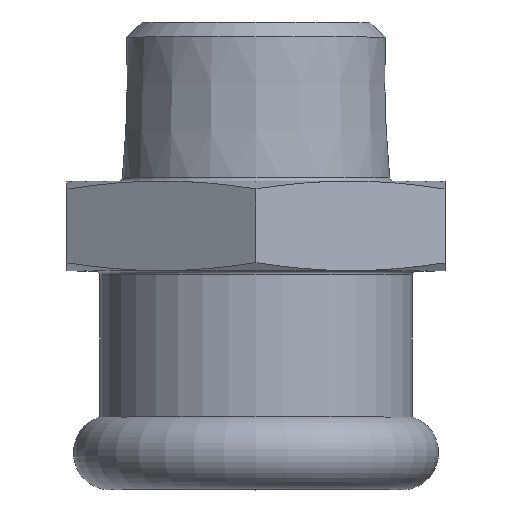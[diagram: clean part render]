
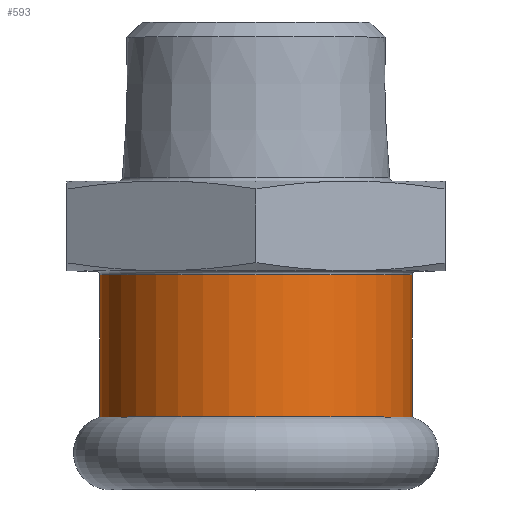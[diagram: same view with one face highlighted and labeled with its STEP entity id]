
A CAD part, top view. The second image highlights one B-rep face of the part: STEP entity #593.
In plain terms, the highlighted cylindrical face has radius 15.7 mm (diameter 31.4 mm), a full revolution.
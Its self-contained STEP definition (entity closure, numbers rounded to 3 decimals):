
#75=LINE('',#1042,#90);
#90=VECTOR('',#865,15.7);
#102=CYLINDRICAL_SURFACE('',#700,15.7);
#119=FACE_OUTER_BOUND('',#161,.T.);
#161=EDGE_LOOP('',(#470,#471,#472,#473,#474,#475));
#184=CIRCLE('',#637,15.7);
#185=CIRCLE('',#638,15.7);
#225=CIRCLE('',#691,15.7);
#226=CIRCLE('',#692,15.7);
#237=VERTEX_POINT('',#928);
#238=VERTEX_POINT('',#929);
#273=VERTEX_POINT('',#1023);
#274=VERTEX_POINT('',#1025);
#295=EDGE_CURVE('',#237,#238,#184,.T.);
#296=EDGE_CURVE('',#238,#237,#185,.T.);
#342=EDGE_CURVE('',#273,#274,#225,.T.);
#343=EDGE_CURVE('',#274,#273,#226,.T.);
#350=EDGE_CURVE('',#274,#238,#75,.T.);
#470=ORIENTED_EDGE('',*,*,#342,.F.);
#471=ORIENTED_EDGE('',*,*,#343,.F.);
#472=ORIENTED_EDGE('',*,*,#350,.T.);
#473=ORIENTED_EDGE('',*,*,#296,.T.);
#474=ORIENTED_EDGE('',*,*,#295,.T.);
#475=ORIENTED_EDGE('',*,*,#350,.F.);
#593=ADVANCED_FACE('',(#119),#102,.T.);
#637=AXIS2_PLACEMENT_3D('',#930,#731,#732);
#638=AXIS2_PLACEMENT_3D('',#931,#733,#734);
#691=AXIS2_PLACEMENT_3D('',#1026,#845,#846);
#692=AXIS2_PLACEMENT_3D('',#1027,#847,#848);
#700=AXIS2_PLACEMENT_3D('',#1041,#863,#864);
#731=DIRECTION('center_axis',(0.,1.,0.));
#732=DIRECTION('ref_axis',(0.,0.,1.));
#733=DIRECTION('center_axis',(0.,1.,0.));
#734=DIRECTION('ref_axis',(0.,0.,1.));
#845=DIRECTION('center_axis',(0.,1.,0.));
#846=DIRECTION('ref_axis',(0.,0.,-1.));
#847=DIRECTION('center_axis',(0.,1.,0.));
#848=DIRECTION('ref_axis',(0.,0.,-1.));
#863=DIRECTION('center_axis',(0.,1.,0.));
#864=DIRECTION('ref_axis',(0.,0.,1.));
#865=DIRECTION('',(0.,-1.,0.));
#928=CARTESIAN_POINT('',(0.,7.297,15.7));
#929=CARTESIAN_POINT('',(0.,7.297,-15.7));
#930=CARTESIAN_POINT('Origin',(0.,7.297,0.));
#931=CARTESIAN_POINT('Origin',(0.,7.297,0.));
#1023=CARTESIAN_POINT('',(0.,21.6,15.7));
#1025=CARTESIAN_POINT('',(0.,21.6,-15.7));
#1026=CARTESIAN_POINT('Origin',(0.,21.6,0.));
#1027=CARTESIAN_POINT('Origin',(0.,21.6,0.));
#1041=CARTESIAN_POINT('Origin',(0.,15.149,0.));
#1042=CARTESIAN_POINT('',(0.,15.149,-15.7));
